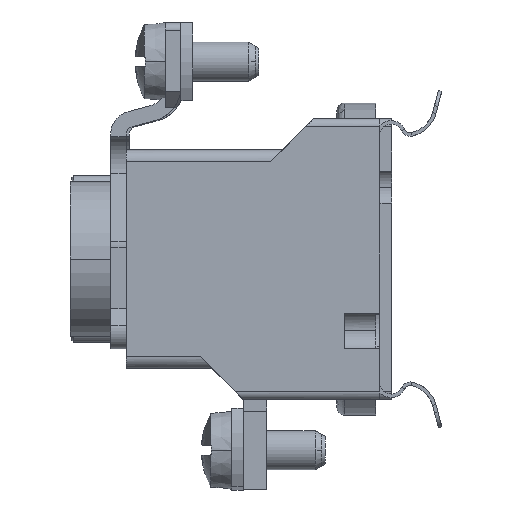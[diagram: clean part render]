
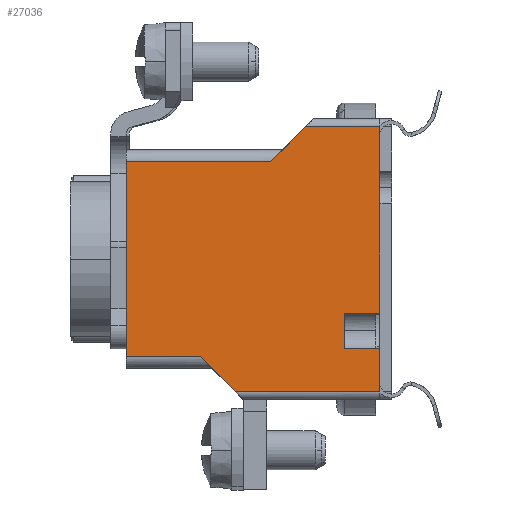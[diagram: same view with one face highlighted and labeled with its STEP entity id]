
A CAD part, left-side view. The second image highlights one B-rep face of the part: STEP entity #27036.
In plain terms, the highlighted planar face has unit normal (-1, 0, 0).
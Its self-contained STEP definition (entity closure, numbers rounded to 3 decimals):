
#17481=DIRECTION('',(0.,-1.,0.));
#17482=VECTOR('',#17481,9.5);
#17483=CARTESIAN_POINT('',(-40.35,34.,-12.5));
#17484=LINE('',#17483,#17482);
#17488=CARTESIAN_POINT('',(-40.35,24.5,-12.5));
#17500=DIRECTION('',(0.,1.,0.));
#17501=VECTOR('',#17500,4.5);
#17502=CARTESIAN_POINT('',(-40.35,1.5,-6.942));
#17503=LINE('',#17502,#17501);
#17507=DIRECTION('',(0.,0.,-1.));
#17508=VECTOR('',#17507,4.5);
#17509=CARTESIAN_POINT('',(-40.35,6.,-6.942));
#17510=LINE('',#17509,#17508);
#17514=DIRECTION('',(0.,0.,-1.));
#17515=VECTOR('',#17514,5.558);
#17516=CARTESIAN_POINT('',(-40.35,1.5,-11.442));
#17517=LINE('',#17516,#17515);
#17521=DIRECTION('',(0.,0.707,0.707));
#17522=VECTOR('',#17521,6.364);
#17523=CARTESIAN_POINT('',(-40.35,20.,-17.));
#17524=LINE('',#17523,#17522);
#17528=DIRECTION('',(0.,0.,1.));
#17529=VECTOR('',#17528,25.);
#17530=CARTESIAN_POINT('',(-40.35,34.,-12.5));
#17531=LINE('',#17530,#17529);
#17535=DIRECTION('',(0.,-0.707,0.707));
#17536=VECTOR('',#17535,6.364);
#17537=CARTESIAN_POINT('',(-40.35,15.5,12.5));
#17538=LINE('',#17537,#17536);
#17542=DIRECTION('',(0.,0.,-1.));
#17543=VECTOR('',#17542,23.942);
#17544=CARTESIAN_POINT('',(-40.35,1.5,17.));
#17545=LINE('',#17544,#17543);
#17598=DIRECTION('',(0.,1.,0.));
#17599=VECTOR('',#17598,9.5);
#17600=CARTESIAN_POINT('',(-40.35,1.5,17.));
#17601=LINE('',#17600,#17599);
#17632=DIRECTION('',(0.,1.,0.));
#17633=VECTOR('',#17632,18.5);
#17634=CARTESIAN_POINT('',(-40.35,15.5,12.5));
#17635=LINE('',#17634,#17633);
#22442=DIRECTION('',(0.,1.,0.));
#22443=VECTOR('',#22442,4.5);
#22444=CARTESIAN_POINT('',(-40.35,1.5,-11.442));
#22445=LINE('',#22444,#22443);
#22497=DIRECTION('',(0.,-1.,0.));
#22498=VECTOR('',#22497,18.5);
#22499=CARTESIAN_POINT('',(-40.35,20.,-17.));
#22500=LINE('',#22499,#22498);
#24688=CARTESIAN_POINT('',(-40.35,34.,12.5));
#24689=VERTEX_POINT('',#24688);
#24690=CARTESIAN_POINT('',(-40.35,34.,-12.5));
#24691=VERTEX_POINT('',#24690);
#24855=VERTEX_POINT('',#17488);
#24856=CARTESIAN_POINT('',(-40.35,20.,-17.));
#24857=VERTEX_POINT('',#24856);
#24861=CARTESIAN_POINT('',(-40.35,1.5,-6.942));
#24862=CARTESIAN_POINT('',(-40.35,6.,-6.942));
#24863=VERTEX_POINT('',#24861);
#24864=VERTEX_POINT('',#24862);
#24865=CARTESIAN_POINT('',(-40.35,6.,-11.442));
#24866=VERTEX_POINT('',#24865);
#24867=CARTESIAN_POINT('',(-40.35,1.5,-11.442));
#24868=VERTEX_POINT('',#24867);
#24869=CARTESIAN_POINT('',(-40.35,1.5,-17.));
#24870=VERTEX_POINT('',#24869);
#24871=CARTESIAN_POINT('',(-40.35,15.5,12.5));
#24872=VERTEX_POINT('',#24871);
#24873=CARTESIAN_POINT('',(-40.35,11.,17.));
#24874=VERTEX_POINT('',#24873);
#24875=CARTESIAN_POINT('',(-40.35,1.5,17.));
#24876=VERTEX_POINT('',#24875);
#27008=CARTESIAN_POINT('',(-40.35,0.,-18.));
#27009=DIRECTION('',(-1.,0.,0.));
#27010=DIRECTION('',(0.,0.,1.));
#27011=AXIS2_PLACEMENT_3D('',#27008,#27009,#27010);
#27012=PLANE('',#27011);
#27014=ORIENTED_EDGE('',*,*,#27013,.T.);
#27016=ORIENTED_EDGE('',*,*,#27015,.T.);
#27018=ORIENTED_EDGE('',*,*,#27017,.F.);
#27020=ORIENTED_EDGE('',*,*,#27019,.T.);
#27022=ORIENTED_EDGE('',*,*,#27021,.F.);
#27023=ORIENTED_EDGE('',*,*,#26970,.T.);
#27024=ORIENTED_EDGE('',*,*,#26995,.F.);
#27025=ORIENTED_EDGE('',*,*,#26742,.T.);
#27027=ORIENTED_EDGE('',*,*,#27026,.F.);
#27029=ORIENTED_EDGE('',*,*,#27028,.T.);
#27031=ORIENTED_EDGE('',*,*,#27030,.F.);
#27033=ORIENTED_EDGE('',*,*,#27032,.T.);
#27034=EDGE_LOOP('',(#27014,#27016,#27018,#27020,#27022,#27023,#27024,#27025,
#27027,#27029,#27031,#27033));
#27035=FACE_OUTER_BOUND('',#27034,.F.);
#26742=EDGE_CURVE('',#24691,#24689,#17531,.T.);
#26970=EDGE_CURVE('',#24857,#24855,#17524,.T.);
#26995=EDGE_CURVE('',#24691,#24855,#17484,.T.);
#27013=EDGE_CURVE('',#24863,#24864,#17503,.T.);
#27015=EDGE_CURVE('',#24864,#24866,#17510,.T.);
#27017=EDGE_CURVE('',#24868,#24866,#22445,.T.);
#27019=EDGE_CURVE('',#24868,#24870,#17517,.T.);
#27021=EDGE_CURVE('',#24857,#24870,#22500,.T.);
#27026=EDGE_CURVE('',#24872,#24689,#17635,.T.);
#27028=EDGE_CURVE('',#24872,#24874,#17538,.T.);
#27030=EDGE_CURVE('',#24876,#24874,#17601,.T.);
#27032=EDGE_CURVE('',#24876,#24863,#17545,.T.);
#27036=ADVANCED_FACE('',(#27035),#27012,.T.);
